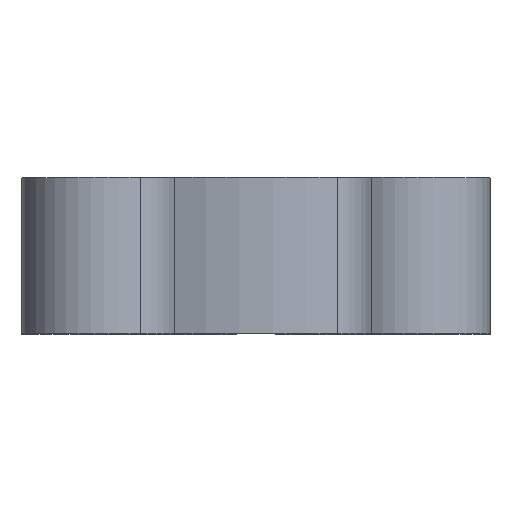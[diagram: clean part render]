
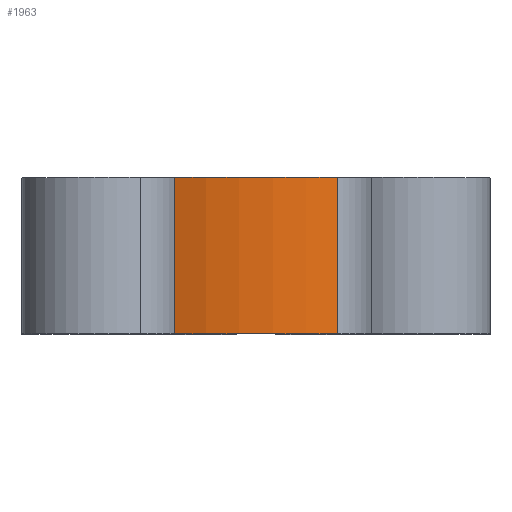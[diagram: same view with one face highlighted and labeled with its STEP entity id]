
A CAD part, top view. The second image highlights one B-rep face of the part: STEP entity #1963.
In plain terms, the highlighted cylindrical face has radius 12 mm (diameter 24 mm), a partial arc.
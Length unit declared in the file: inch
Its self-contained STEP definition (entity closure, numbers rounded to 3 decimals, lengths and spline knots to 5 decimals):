
#364 = VERTEX_POINT ( 'NONE', #26821 ) ;
#1086 = DIRECTION ( 'NONE',  ( 0., -1., 0. ) ) ;
#1149 = VERTEX_POINT ( 'NONE', #17271 ) ;
#1581 = ORIENTED_EDGE ( 'NONE', *, *, #22010, .T. ) ;
#1963 = ADVANCED_FACE ( 'NONE', ( #15559 ), #26664, .T. ) ;
#2958 = VECTOR ( 'NONE', #18599, 39.37008 ) ;
#3906 = AXIS2_PLACEMENT_3D ( 'NONE', #6949, #28464, #23538 ) ;
#6949 = CARTESIAN_POINT ( 'NONE',  ( 0., 0.35433, 0. ) ) ;
#8295 = EDGE_CURVE ( 'NONE', #21162, #1149, #12362, .T. ) ;
#10424 = DIRECTION ( 'NONE',  ( 0., 0., -1. ) ) ;
#11130 = EDGE_CURVE ( 'NONE', #13390, #364, #16366, .T. ) ;
#12362 = CIRCLE ( 'NONE', #3906, 0.47244 ) ;
#12826 = LINE ( 'NONE', #20897, #13909 ) ;
#13390 = VERTEX_POINT ( 'NONE', #14581 ) ;
#13909 = VECTOR ( 'NONE', #21281, 39.37008 ) ;
#14581 = CARTESIAN_POINT ( 'NONE',  ( -0.16457, 0.03937, 0.44285 ) ) ;
#15081 = CARTESIAN_POINT ( 'NONE',  ( 0., 0.35433, 0. ) ) ;
#15127 = EDGE_CURVE ( 'NONE', #364, #1149, #21503, .T. ) ;
#15559 = FACE_OUTER_BOUND ( 'NONE', #22626, .T. ) ;
#15665 = DIRECTION ( 'NONE',  ( 0., 0., 1. ) ) ;
#16048 = AXIS2_PLACEMENT_3D ( 'NONE', #15081, #1086, #10424 ) ;
#16366 = CIRCLE ( 'NONE', #20002, 0.47244 ) ;
#16519 = ORIENTED_EDGE ( 'NONE', *, *, #15127, .T. ) ;
#17271 = CARTESIAN_POINT ( 'NONE',  ( 0.16457, 0.35433, 0.44285 ) ) ;
#18599 = DIRECTION ( 'NONE',  ( 0., 1., 0. ) ) ;
#20002 = AXIS2_PLACEMENT_3D ( 'NONE', #27056, #29834, #15665 ) ;
#20897 = CARTESIAN_POINT ( 'NONE',  ( -0.16457, 0.35433, 0.44285 ) ) ;
#21162 = VERTEX_POINT ( 'NONE', #27155 ) ;
#21281 = DIRECTION ( 'NONE',  ( 0., -1., 0. ) ) ;
#21503 = LINE ( 'NONE', #25654, #2958 ) ;
#22010 = EDGE_CURVE ( 'NONE', #21162, #13390, #12826, .T. ) ;
#22626 = EDGE_LOOP ( 'NONE', ( #23654, #16519, #28165, #1581 ) ) ;
#23538 = DIRECTION ( 'NONE',  ( 0., 0., 1. ) ) ;
#23654 = ORIENTED_EDGE ( 'NONE', *, *, #11130, .T. ) ;
#25654 = CARTESIAN_POINT ( 'NONE',  ( 0.16457, 0.35433, 0.44285 ) ) ;
#26664 = CYLINDRICAL_SURFACE ( 'NONE', #16048, 0.47244 ) ;
#26821 = CARTESIAN_POINT ( 'NONE',  ( 0.16457, 0.03937, 0.44285 ) ) ;
#27056 = CARTESIAN_POINT ( 'NONE',  ( 0., 0.03937, 0. ) ) ;
#27155 = CARTESIAN_POINT ( 'NONE',  ( -0.16457, 0.35433, 0.44285 ) ) ;
#28165 = ORIENTED_EDGE ( 'NONE', *, *, #8295, .F. ) ;
#28464 = DIRECTION ( 'NONE',  ( 0., 1., 0. ) ) ;
#29834 = DIRECTION ( 'NONE',  ( 0., 1., 0. ) ) ;
